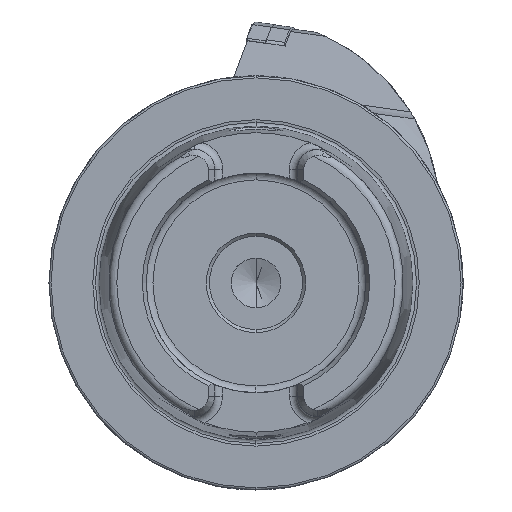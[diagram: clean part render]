
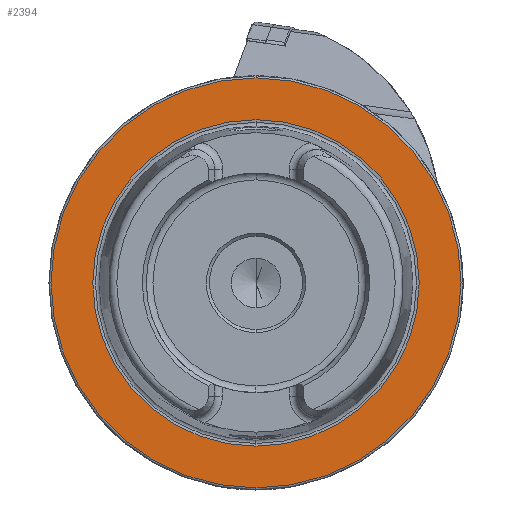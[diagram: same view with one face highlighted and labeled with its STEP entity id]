
A CAD part, left-side view. The second image highlights one B-rep face of the part: STEP entity #2394.
In plain terms, the highlighted planar face has unit normal (-1, 0, 0).
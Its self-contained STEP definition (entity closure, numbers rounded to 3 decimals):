
#2394 = ADVANCED_FACE ( 'NONE', ( #9212, #9209 ), #8794, .F. ) ;
#3016 = EDGE_CURVE ( 'NONE', #5648, #5653, #12708, .T. ) ;
#3020 = EDGE_CURVE ( 'NONE', #5655, #5656, #12715, .T. ) ;
#3348 = EDGE_CURVE ( 'NONE', #5656, #5655, #13041, .T. ) ;
#3349 = EDGE_CURVE ( 'NONE', #5653, #5648, #13040, .T. ) ;
#3776 = EDGE_LOOP ( 'NONE', ( #4586, #4587 ) ) ;
#3778 = EDGE_LOOP ( 'NONE', ( #4584, #4585 ) ) ;
#4584 = ORIENTED_EDGE ( 'NONE', *, *, #3349, .F. ) ;
#4585 = ORIENTED_EDGE ( 'NONE', *, *, #3016, .F. ) ;
#4586 = ORIENTED_EDGE ( 'NONE', *, *, #3020, .T. ) ;
#4587 = ORIENTED_EDGE ( 'NONE', *, *, #3348, .T. ) ;
#5648 = VERTEX_POINT ( 'NONE', #15917 ) ;
#5653 = VERTEX_POINT ( 'NONE', #15922 ) ;
#5655 = VERTEX_POINT ( 'NONE', #15924 ) ;
#5656 = VERTEX_POINT ( 'NONE', #15925 ) ;
#8794 = PLANE ( 'NONE',  #9781 ) ;
#8801 = CARTESIAN_POINT ( 'NONE',  ( 0., 49.5, 0. ) ) ;
#8802 = DIRECTION ( 'NONE',  ( 1., 0., 0. ) ) ;
#8803 = DIRECTION ( 'NONE',  ( 0., 0., -1. ) ) ;
#9209 = FACE_OUTER_BOUND ( 'NONE', #3776, .T. ) ;
#9212 = FACE_BOUND ( 'NONE', #3778, .T. ) ;
#9781 = AXIS2_PLACEMENT_3D ( 'NONE', #8801, #8802, #8803 ) ;
#10000 = AXIS2_PLACEMENT_3D ( 'NONE', #12096, #12097, #12098 ) ;
#10003 = AXIS2_PLACEMENT_3D ( 'NONE', #12107, #12108, #12109 ) ;
#10094 = AXIS2_PLACEMENT_3D ( 'NONE', #14606, #14607, #14608 ) ;
#10095 = AXIS2_PLACEMENT_3D ( 'NONE', #14609, #14610, #14611 ) ;
#12096 = CARTESIAN_POINT ( 'NONE',  ( 0., 0., 0. ) ) ;
#12097 = DIRECTION ( 'NONE',  ( -1., 0., 0. ) ) ;
#12098 = DIRECTION ( 'NONE',  ( 0., 0., 1. ) ) ;
#12107 = CARTESIAN_POINT ( 'NONE',  ( 0., 0., 0. ) ) ;
#12108 = DIRECTION ( 'NONE',  ( -1., 0., 0. ) ) ;
#12109 = DIRECTION ( 'NONE',  ( 0., 0., 1. ) ) ;
#12708 = CIRCLE ( 'NONE', #10000, 39.414 ) ;
#12715 = CIRCLE ( 'NONE', #10003, 49.5 ) ;
#13040 = CIRCLE ( 'NONE', #10095, 39.414 ) ;
#13041 = CIRCLE ( 'NONE', #10094, 49.5 ) ;
#14606 = CARTESIAN_POINT ( 'NONE',  ( 0., 0., 0. ) ) ;
#14607 = DIRECTION ( 'NONE',  ( -1., 0., 0. ) ) ;
#14608 = DIRECTION ( 'NONE',  ( 0., 0., 1. ) ) ;
#14609 = CARTESIAN_POINT ( 'NONE',  ( 0., 0., 0. ) ) ;
#14610 = DIRECTION ( 'NONE',  ( -1., 0., 0. ) ) ;
#14611 = DIRECTION ( 'NONE',  ( 0., 0., 1. ) ) ;
#15917 = CARTESIAN_POINT ( 'NONE',  ( 0., 0., -39.414 ) ) ;
#15922 = CARTESIAN_POINT ( 'NONE',  ( 0., 0., 39.414 ) ) ;
#15924 = CARTESIAN_POINT ( 'NONE',  ( 0., 0., 49.5 ) ) ;
#15925 = CARTESIAN_POINT ( 'NONE',  ( 0., 0., -49.5 ) ) ;
